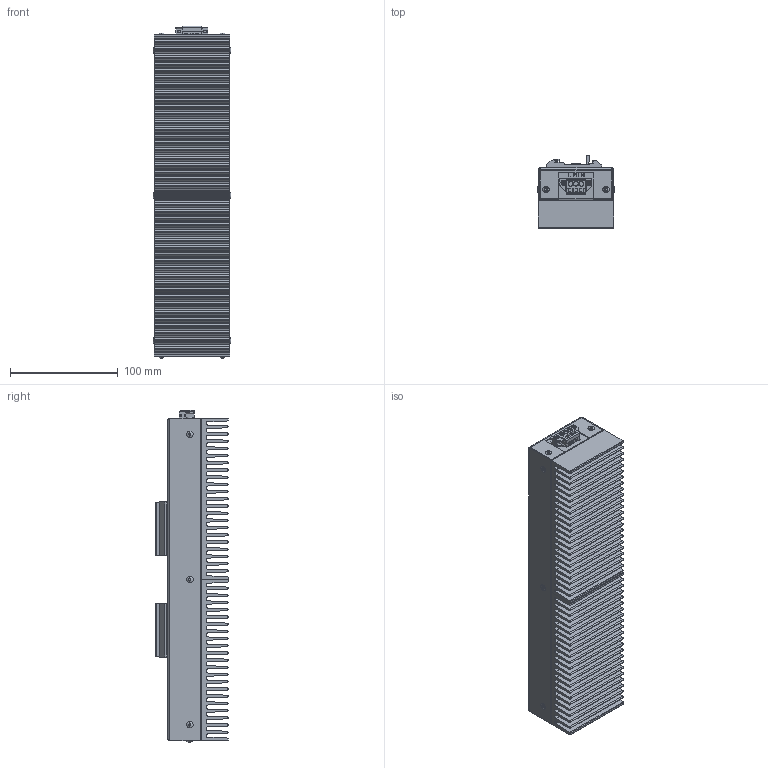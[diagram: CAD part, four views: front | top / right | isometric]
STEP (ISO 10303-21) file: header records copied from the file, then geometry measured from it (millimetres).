
FILE_DESCRIPTION (( 'STEP AP214' ), '1' );
FILE_NAME ('LH3002_DK + Schnapp.STEP', '2019-01-30T07:07:58', ( '' ), ( '' ), 'SwSTEP 2.0', 'SolidWorks 2015', '' );
FILE_SCHEMA (( 'AUTOMOTIVE_DESIGN' ));
Length unit declared in the file: millimetre
Products named in the file (11): Schnappbefestigung_PVC; INT40.0145_A1_KKLHmit 2Bolzen; INT40.0002_Rückwand_LH3002; INT40.0003_003_VTLH3002-DK; LH3002_DK + Schnapp; Niete3,2x6; Niete2,4x12; BlNi4,8x12_Blindnieten 4,8x12 Flachrundkopf AL.ST Maxigrip KB2,5-6,5; INT20.0106__RWLHSB-DK_Rückwand LH3002 DK mit Schnappbefestigung; INT20.0110__VTLH3002-DK_Vorderteil LH3002 farblos voreloxiert; WAGO.Kl gr 731-133_Durchführungsklemme 0,08mm²-2,5mm² 3pol.
Assembly tree (25 placements, depth 3):
  LH3002_DK + Schnapp
    INT40.0145_A1_KKLHmit 2Bolzen  x2
    INT20.0110__VTLH3002-DK_Vorderteil LH3002 farblos voreloxiert
      INT40.0003_003_VTLH3002-DK
      WAGO.Kl gr 731-133_Durchführungsklemme 0,08mm²-2,5mm² 3pol.
      Niete2,4x12  x2
    INT20.0106__RWLHSB-DK_Rückwand LH3002 DK mit Schnappbefestigung
      INT40.0002_Rückwand_LH3002
      Schnappbefestigung_PVC  x2
      BlNi4,8x12_Blindnieten 4,8x12 Flachrundkopf AL.ST Maxigrip KB2,5-6,5  x4
    Niete3,2x6  x10
Bounding box: 72.18 x 67 x 308.69 mm (x, y, z)
Volume: 370786.4 mm3; surface area: 341149.9 mm2
Topology: 23 solids, 23 shells, 1050 faces, 2779 edges, 1767 vertices
Faces by surface type: plane 531, cylinder 395, torus 96, bspline 22, cone 6
Entity records: 21796 total; most frequent: CARTESIAN_POINT 4728, ORIENTED_EDGE 3484, DIRECTION 3394, EDGE_CURVE 1742, LINE 1240, VECTOR 1240, VERTEX_POINT 1127, AXIS2_PLACEMENT_3D 1077
